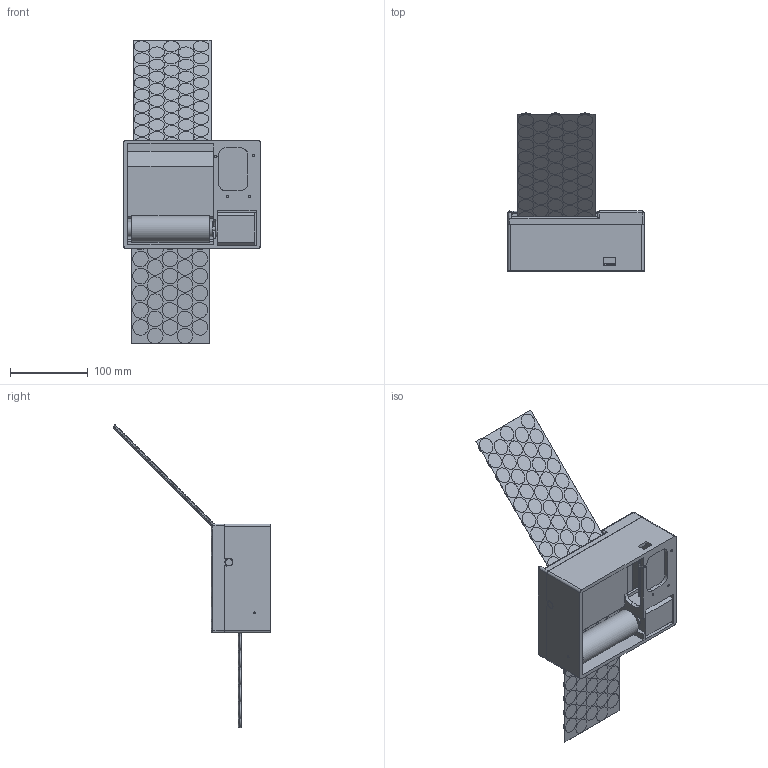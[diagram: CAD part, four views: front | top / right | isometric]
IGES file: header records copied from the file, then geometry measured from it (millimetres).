
Global section: file name: 中型プチプチキーボード; native system: Autodesk Inventor 2017; preprocessor: unknown; author: karaage; date: 20170331.134948; units: millimetre
Bounding box: 175 x 202.88 x 390.31 mm (x, y, z)
Volume: 807511.2 mm3; surface area: 397815.2 mm2
Topology: 19 solids, 19 shells, 982 faces, 2456 edges, 1636 vertices
Faces by surface type: bspline 982
